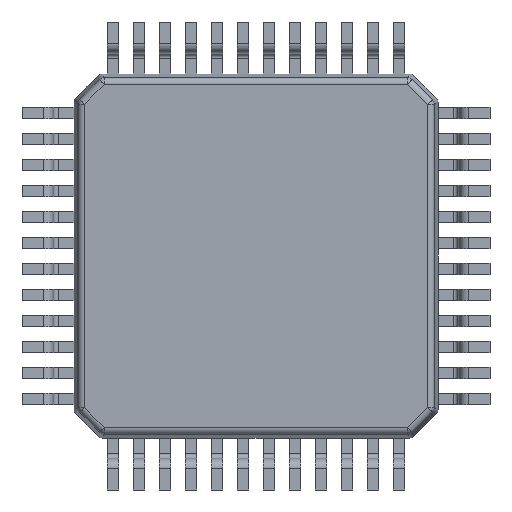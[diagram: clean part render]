
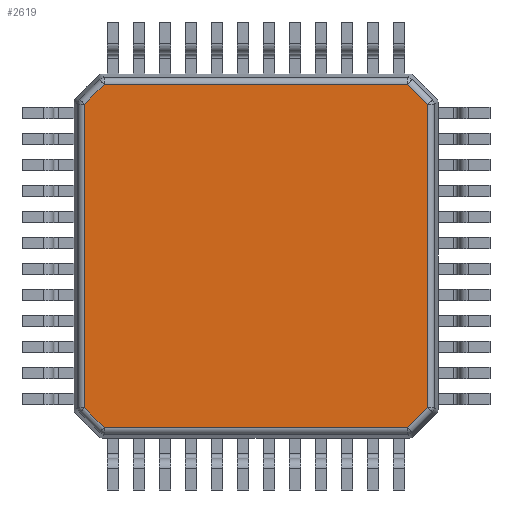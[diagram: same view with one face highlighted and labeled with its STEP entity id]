
A CAD part, front view. The second image highlights one B-rep face of the part: STEP entity #2619.
In plain terms, the highlighted planar face has unit normal (0, -1, 0).
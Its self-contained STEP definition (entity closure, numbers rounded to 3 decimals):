
#961=DIRECTION('',(0.,0.,-1.));
#962=VECTOR('',#961,5.832);
#963=CARTESIAN_POINT('',(-3.302,-0.553,2.914));
#964=LINE('',#963,#962);
#982=DIRECTION('',(-0.707,0.,-0.707));
#983=VECTOR('',#982,0.549);
#984=CARTESIAN_POINT('',(-2.914,-0.553,3.302));
#985=LINE('',#984,#983);
#1013=DIRECTION('',(-1.,0.,0.));
#1014=VECTOR('',#1013,5.827);
#1015=CARTESIAN_POINT('',(2.914,-0.553,3.302));
#1016=LINE('',#1015,#1014);
#1232=DIRECTION('',(-0.707,0.,0.707));
#1233=VECTOR('',#1232,0.549);
#1234=CARTESIAN_POINT('',(3.302,-0.553,2.914));
#1235=LINE('',#1234,#1233);
#1263=DIRECTION('',(0.,0.,1.));
#1264=VECTOR('',#1263,5.832);
#1265=CARTESIAN_POINT('',(3.302,-0.553,-2.918));
#1266=LINE('',#1265,#1264);
#1308=DIRECTION('',(0.707,0.,0.707));
#1309=VECTOR('',#1308,0.543);
#1310=CARTESIAN_POINT('',(2.918,-0.553,-3.302));
#1311=LINE('',#1310,#1309);
#1339=DIRECTION('',(1.,0.,0.));
#1340=VECTOR('',#1339,5.836);
#1341=CARTESIAN_POINT('',(-2.918,-0.553,-3.302));
#1342=LINE('',#1341,#1340);
#1384=DIRECTION('',(0.707,0.,-0.707));
#1385=VECTOR('',#1384,0.543);
#1386=CARTESIAN_POINT('',(-3.302,-0.553,-2.918));
#1387=LINE('',#1386,#1385);
#1693=CARTESIAN_POINT('',(-2.914,-0.553,3.302));
#1694=CARTESIAN_POINT('',(-3.302,-0.553,2.914));
#1695=VERTEX_POINT('',#1693);
#1696=VERTEX_POINT('',#1694);
#1697=CARTESIAN_POINT('',(2.914,-0.553,3.302));
#1698=VERTEX_POINT('',#1697);
#1707=CARTESIAN_POINT('',(3.302,-0.553,2.914));
#1708=VERTEX_POINT('',#1707);
#1709=CARTESIAN_POINT('',(3.302,-0.553,-2.918));
#1710=VERTEX_POINT('',#1709);
#1719=CARTESIAN_POINT('',(2.918,-0.553,-3.302));
#1720=VERTEX_POINT('',#1719);
#1721=CARTESIAN_POINT('',(-2.918,-0.553,-3.302));
#1722=VERTEX_POINT('',#1721);
#1731=CARTESIAN_POINT('',(-3.302,-0.553,-2.918));
#1732=VERTEX_POINT('',#1731);
#2597=CARTESIAN_POINT('',(0.,-0.553,0.));
#2598=DIRECTION('',(0.,1.,0.));
#2599=DIRECTION('',(1.,0.,0.));
#2600=AXIS2_PLACEMENT_3D('',#2597,#2598,#2599);
#2601=PLANE('',#2600);
#2602=ORIENTED_EDGE('',*,*,#2587,.F.);
#2604=ORIENTED_EDGE('',*,*,#2603,.F.);
#2606=ORIENTED_EDGE('',*,*,#2605,.F.);
#2608=ORIENTED_EDGE('',*,*,#2607,.F.);
#2610=ORIENTED_EDGE('',*,*,#2609,.F.);
#2612=ORIENTED_EDGE('',*,*,#2611,.F.);
#2614=ORIENTED_EDGE('',*,*,#2613,.F.);
#2616=ORIENTED_EDGE('',*,*,#2615,.F.);
#2617=EDGE_LOOP('',(#2602,#2604,#2606,#2608,#2610,#2612,#2614,#2616));
#2618=FACE_OUTER_BOUND('',#2617,.F.);
#2619=ADVANCED_FACE('',(#2618),#2601,.F.);
#2587=EDGE_CURVE('',#1696,#1732,#964,.T.);
#2603=EDGE_CURVE('',#1695,#1696,#985,.T.);
#2605=EDGE_CURVE('',#1698,#1695,#1016,.T.);
#2607=EDGE_CURVE('',#1708,#1698,#1235,.T.);
#2609=EDGE_CURVE('',#1710,#1708,#1266,.T.);
#2611=EDGE_CURVE('',#1720,#1710,#1311,.T.);
#2613=EDGE_CURVE('',#1722,#1720,#1342,.T.);
#2615=EDGE_CURVE('',#1732,#1722,#1387,.T.);
